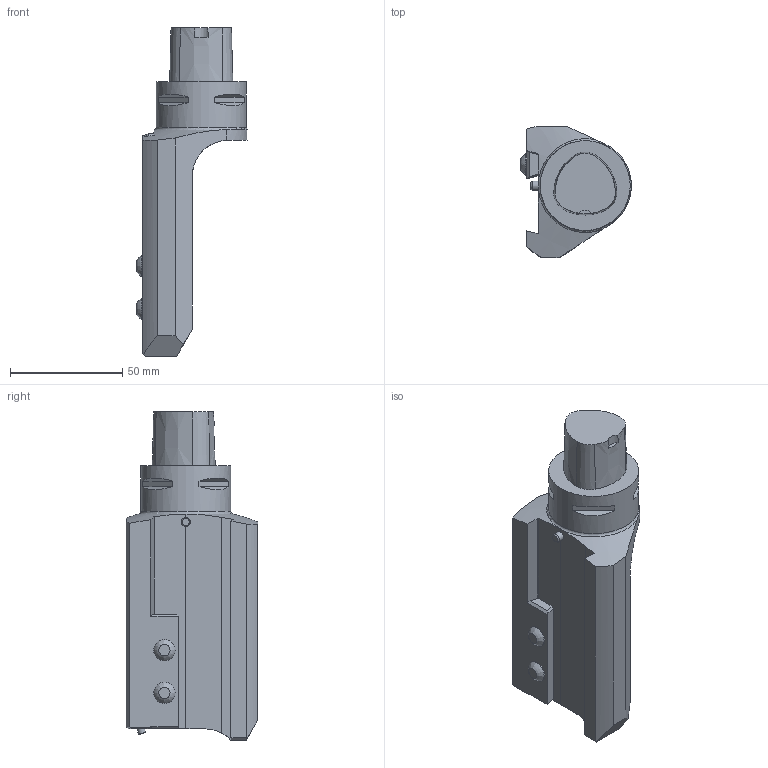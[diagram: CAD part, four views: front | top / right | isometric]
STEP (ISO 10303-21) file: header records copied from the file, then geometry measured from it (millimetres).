
FILE_DESCRIPTION(/* description */ (''),/* implementation_level */ '2;1');
FILE_NAME(/* name */ '1524135590166.stp',/* time_stamp */ '2018-04-19T12:59:59+02:00',/* author */ (''),/* organization */ ('SMS'),/* preprocessor_version */ 'ST-DEVELOPER v15',/* originating_system */ 'SIEMENS PLM Software NX 8.5',/* authorisation */ '');
FILE_SCHEMA (('AUTOMOTIVE_DESIGN { 1 0 10303 214 3 1 1 1 }'));
Length unit declared in the file: millimetre
Products named in the file (1): 112030031mod000_00
Bounding box: 49.25 x 58.5 x 146 mm (x, y, z)
Volume: 151072.4 mm3; surface area: 24115.6 mm2
Topology: 1 solids, 1 shells, 79 faces, 200 edges, 134 vertices
Faces by surface type: plane 54, cylinder 12, cone 10, bspline 2, torus 1
Full cylindrical faces by diameter (mm): 3.3 x1, 4 x1, 9.5 x2, 40 x1
Entity records: 2476 total; most frequent: CARTESIAN_POINT 547, DIRECTION 386, ORIENTED_EDGE 378, EDGE_CURVE 189, AXIS2_PLACEMENT_3D 137, VERTEX_POINT 130, LINE 112, VECTOR 112
